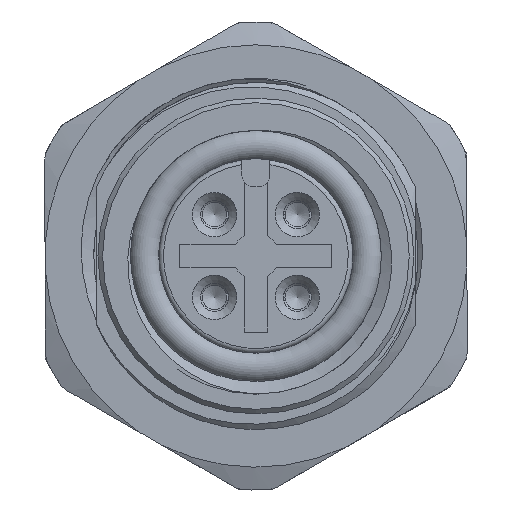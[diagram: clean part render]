
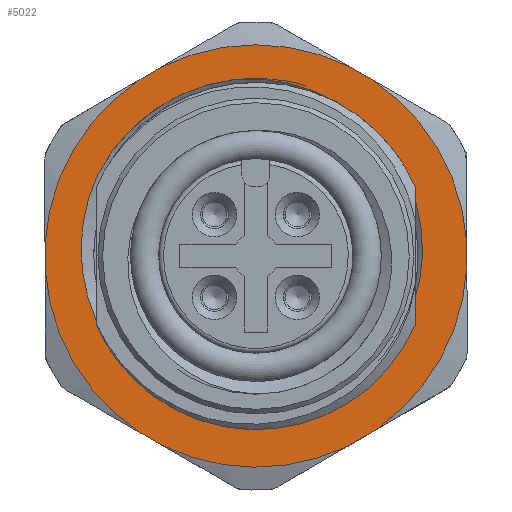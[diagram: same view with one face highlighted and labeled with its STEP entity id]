
A CAD part, front view. The second image highlights one B-rep face of the part: STEP entity #5022.
In plain terms, the highlighted face is planar.
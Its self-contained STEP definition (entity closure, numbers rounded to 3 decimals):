
#351=B_SPLINE_CURVE_WITH_KNOTS('',3,(#28937,#28938,#28939,#28940,#28941,
#28942,#28943),.UNSPECIFIED.,.F.,.F.,(4,1,1,1,4),(0.,0.004,
0.009,0.013,0.017),
 .UNSPECIFIED.);
#352=B_SPLINE_CURVE_WITH_KNOTS('',3,(#28947,#28948,#28949,#28950,#28951,
#28952,#28953),.UNSPECIFIED.,.F.,.F.,(4,1,1,1,4),(0.,
0.004,0.009,0.013,0.017),
 .UNSPECIFIED.);
#473=PLANE('',#5503);
#657=CIRCLE('',#5504,7.6);
#658=CIRCLE('',#5505,6.93);
#659=CIRCLE('',#5506,9.024);
#660=CIRCLE('',#5507,9.024);
#661=CIRCLE('',#5508,9.024);
#662=CIRCLE('',#5509,9.024);
#663=CIRCLE('',#5510,9.024);
#664=CIRCLE('',#5511,9.024);
#1657=ORIENTED_EDGE('',*,*,#2638,.T.);
#1658=ORIENTED_EDGE('',*,*,#2639,.T.);
#1659=ORIENTED_EDGE('',*,*,#2640,.T.);
#1660=ORIENTED_EDGE('',*,*,#2641,.T.);
#1661=ORIENTED_EDGE('',*,*,#2642,.F.);
#1662=ORIENTED_EDGE('',*,*,#2643,.T.);
#1663=ORIENTED_EDGE('',*,*,#2644,.F.);
#1664=ORIENTED_EDGE('',*,*,#2645,.T.);
#1665=ORIENTED_EDGE('',*,*,#2646,.F.);
#1666=ORIENTED_EDGE('',*,*,#2647,.T.);
#1667=ORIENTED_EDGE('',*,*,#2648,.F.);
#1668=ORIENTED_EDGE('',*,*,#2649,.T.);
#1669=ORIENTED_EDGE('',*,*,#2650,.F.);
#1670=ORIENTED_EDGE('',*,*,#2651,.T.);
#1671=ORIENTED_EDGE('',*,*,#2652,.F.);
#1672=ORIENTED_EDGE('',*,*,#2653,.T.);
#2638=EDGE_CURVE('',#3219,#3220,#657,.T.);
#2639=EDGE_CURVE('',#3220,#3221,#351,.T.);
#2640=EDGE_CURVE('',#3221,#3222,#658,.F.);
#2641=EDGE_CURVE('',#3222,#3219,#352,.T.);
#2642=EDGE_CURVE('',#3223,#3224,#659,.F.);
#2643=EDGE_CURVE('',#3223,#3225,#3561,.T.);
#2644=EDGE_CURVE('',#3226,#3225,#660,.F.);
#2645=EDGE_CURVE('',#3226,#3227,#3562,.T.);
#2646=EDGE_CURVE('',#3228,#3227,#661,.F.);
#2647=EDGE_CURVE('',#3228,#3229,#3563,.T.);
#2648=EDGE_CURVE('',#3230,#3229,#662,.F.);
#2649=EDGE_CURVE('',#3230,#3231,#3564,.T.);
#2650=EDGE_CURVE('',#3232,#3231,#663,.F.);
#2651=EDGE_CURVE('',#3232,#3233,#3565,.T.);
#2652=EDGE_CURVE('',#3234,#3233,#664,.F.);
#2653=EDGE_CURVE('',#3234,#3224,#3566,.T.);
#3219=VERTEX_POINT('',#28935);
#3220=VERTEX_POINT('',#28936);
#3221=VERTEX_POINT('',#28944);
#3222=VERTEX_POINT('',#28946);
#3223=VERTEX_POINT('',#28955);
#3224=VERTEX_POINT('',#28956);
#3225=VERTEX_POINT('',#28958);
#3226=VERTEX_POINT('',#28960);
#3227=VERTEX_POINT('',#28962);
#3228=VERTEX_POINT('',#28964);
#3229=VERTEX_POINT('',#28966);
#3230=VERTEX_POINT('',#28968);
#3231=VERTEX_POINT('',#28970);
#3232=VERTEX_POINT('',#28972);
#3233=VERTEX_POINT('',#28974);
#3234=VERTEX_POINT('',#28976);
#3561=LINE('',#28957,#3831);
#3562=LINE('',#28961,#3832);
#3563=LINE('',#28965,#3833);
#3564=LINE('',#28969,#3834);
#3565=LINE('',#28973,#3835);
#3566=LINE('',#28977,#3836);
#3831=VECTOR('',#6447,1000.);
#3832=VECTOR('',#6450,1000.);
#3833=VECTOR('',#6453,1000.);
#3834=VECTOR('',#6456,1000.);
#3835=VECTOR('',#6459,1000.);
#3836=VECTOR('',#6462,1000.);
#4180=EDGE_LOOP('',(#1657,#1658,#1659,#1660));
#4181=EDGE_LOOP('',(#1661,#1662,#1663,#1664,#1665,#1666,#1667,#1668,#1669,
#1670,#1671,#1672));
#4585=FACE_BOUND('',#4180,.T.);
#4586=FACE_BOUND('',#4181,.T.);
#5022=ADVANCED_FACE('',(#4585,#4586),#473,.T.);
#5503=AXIS2_PLACEMENT_3D('',#28933,#6439,#6440);
#5504=AXIS2_PLACEMENT_3D('',#28934,#6441,#6442);
#5505=AXIS2_PLACEMENT_3D('',#28945,#6443,#6444);
#5506=AXIS2_PLACEMENT_3D('',#28954,#6445,#6446);
#5507=AXIS2_PLACEMENT_3D('',#28959,#6448,#6449);
#5508=AXIS2_PLACEMENT_3D('',#28963,#6451,#6452);
#5509=AXIS2_PLACEMENT_3D('',#28967,#6454,#6455);
#5510=AXIS2_PLACEMENT_3D('',#28971,#6457,#6458);
#5511=AXIS2_PLACEMENT_3D('',#28975,#6460,#6461);
#6439=DIRECTION('',(1.,0.,0.));
#6440=DIRECTION('',(0.,0.,-1.));
#6441=DIRECTION('',(-1.,0.,0.));
#6442=DIRECTION('',(0.,1.,0.));
#6443=DIRECTION('',(1.,0.,0.));
#6444=DIRECTION('',(0.,0.,-1.));
#6445=DIRECTION('',(1.,0.,0.));
#6446=DIRECTION('',(0.,0.,-1.));
#6447=DIRECTION('',(0.,1.,0.));
#6448=DIRECTION('',(1.,0.,0.));
#6449=DIRECTION('',(0.,0.,-1.));
#6450=DIRECTION('',(0.,0.497,0.868));
#6451=DIRECTION('',(1.,0.,0.));
#6452=DIRECTION('',(0.,0.,-1.));
#6453=DIRECTION('',(0.,-0.497,0.868));
#6454=DIRECTION('',(1.,0.,0.));
#6455=DIRECTION('',(0.,0.,-1.));
#6456=DIRECTION('',(0.,-1.,0.));
#6457=DIRECTION('',(1.,0.,0.));
#6458=DIRECTION('',(0.,0.,-1.));
#6459=DIRECTION('',(0.,-0.498,-0.867));
#6460=DIRECTION('',(1.,0.,0.));
#6461=DIRECTION('',(0.,0.,-1.));
#6462=DIRECTION('',(0.,0.498,-0.867));
#28933=CARTESIAN_POINT('',(1.5,0.,0.));
#28934=CARTESIAN_POINT('',(1.5,0.,0.));
#28935=CARTESIAN_POINT('',(1.5,-4.081,6.411));
#28936=CARTESIAN_POINT('',(1.5,3.02,6.974));
#28937=CARTESIAN_POINT('',(1.5,3.02,6.974));
#28938=CARTESIAN_POINT('',(1.5,4.318,6.354));
#28939=CARTESIAN_POINT('',(1.5,6.523,4.378));
#28940=CARTESIAN_POINT('',(1.5,7.706,0.079));
#28941=CARTESIAN_POINT('',(1.5,6.285,-4.171));
#28942=CARTESIAN_POINT('',(1.5,3.917,-5.964));
#28943=CARTESIAN_POINT('',(1.5,2.558,-6.441));
#28944=CARTESIAN_POINT('',(1.5,2.558,-6.441));
#28945=CARTESIAN_POINT('',(1.5,0.,0.));
#28946=CARTESIAN_POINT('',(1.5,-1.511,-6.763));
#28947=CARTESIAN_POINT('',(1.5,-1.511,-6.763));
#28948=CARTESIAN_POINT('',(1.5,-2.927,-6.508));
#28949=CARTESIAN_POINT('',(1.5,-5.554,-5.103));
#28950=CARTESIAN_POINT('',(1.5,-7.621,-1.142));
#28951=CARTESIAN_POINT('',(1.5,-7.131,3.298));
#28952=CARTESIAN_POINT('',(1.5,-5.265,5.594));
#28953=CARTESIAN_POINT('',(1.5,-4.081,6.411));
#28954=CARTESIAN_POINT('',(1.5,0.,0.));
#28955=CARTESIAN_POINT('',(1.5,-0.764,-8.992));
#28956=CARTESIAN_POINT('',(1.5,-7.542,-4.955));
#28957=CARTESIAN_POINT('',(1.5,-4.376,-8.992));
#28958=CARTESIAN_POINT('',(1.5,0.764,-8.992));
#28959=CARTESIAN_POINT('',(1.5,0.,0.));
#28960=CARTESIAN_POINT('',(1.5,7.551,-4.941));
#28961=CARTESIAN_POINT('',(1.5,5.661,-8.243));
#28962=CARTESIAN_POINT('',(1.5,8.085,-4.008));
#28963=CARTESIAN_POINT('',(1.5,0.,0.));
#28964=CARTESIAN_POINT('',(1.5,8.085,4.008));
#28965=CARTESIAN_POINT('',(1.5,9.975,0.706));
#28966=CARTESIAN_POINT('',(1.5,7.551,4.941));
#28967=CARTESIAN_POINT('',(1.5,0.,0.));
#28968=CARTESIAN_POINT('',(1.5,0.537,9.008));
#28969=CARTESIAN_POINT('',(1.5,4.342,9.008));
#28970=CARTESIAN_POINT('',(1.5,-0.537,9.008));
#28971=CARTESIAN_POINT('',(1.5,0.,0.));
#28972=CARTESIAN_POINT('',(1.5,-7.542,4.955));
#28973=CARTESIAN_POINT('',(1.5,-5.646,8.254));
#28974=CARTESIAN_POINT('',(1.5,-8.078,4.024));
#28975=CARTESIAN_POINT('',(1.5,0.,0.));
#28976=CARTESIAN_POINT('',(1.5,-8.078,-4.024));
#28977=CARTESIAN_POINT('',(1.5,-9.974,-0.725));
